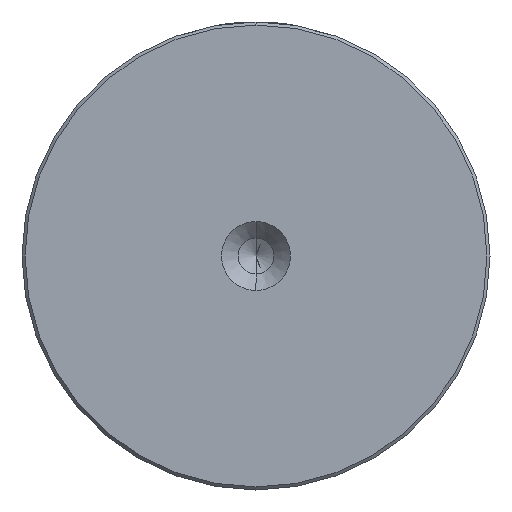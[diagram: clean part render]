
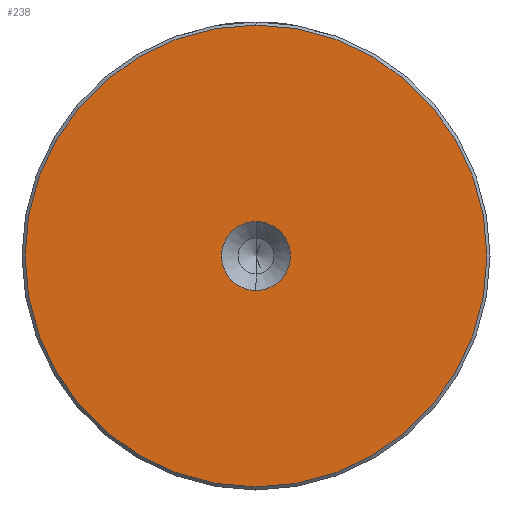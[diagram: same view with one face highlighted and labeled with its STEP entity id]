
A CAD part, left-side view. The second image highlights one B-rep face of the part: STEP entity #238.
In plain terms, the highlighted planar face has unit normal (-1, 0, 0).
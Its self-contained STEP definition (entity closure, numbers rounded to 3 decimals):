
#12 = VERTEX_POINT ( 'NONE', #353 ) ;
#30 = CIRCLE ( 'NONE', #2568, 5.6 ) ;
#92 = CIRCLE ( 'NONE', #1756, 5.6 ) ;
#104 = DIRECTION ( 'NONE',  ( -1., 0., 0. ) ) ;
#105 = DIRECTION ( 'NONE',  ( 0., 0., 1. ) ) ;
#124 = ORIENTED_EDGE ( 'NONE', *, *, #473, .T. ) ;
#238 = ADVANCED_FACE ( 'NONE', ( #847, #2447 ), #2078, .T. ) ;
#308 = ORIENTED_EDGE ( 'NONE', *, *, #1705, .F. ) ;
#328 = EDGE_CURVE ( 'NONE', #12, #511, #787, .T. ) ;
#353 = CARTESIAN_POINT ( 'NONE',  ( 0., 0., -37.5 ) ) ;
#410 = CIRCLE ( 'NONE', #1470, 37.5 ) ;
#473 = EDGE_CURVE ( 'NONE', #511, #12, #410, .T. ) ;
#511 = VERTEX_POINT ( 'NONE', #2001 ) ;
#787 = CIRCLE ( 'NONE', #1800, 37.5 ) ;
#847 = FACE_OUTER_BOUND ( 'NONE', #2156, .T. ) ;
#1217 = DIRECTION ( 'NONE',  ( 0., 0., 1. ) ) ;
#1227 = DIRECTION ( 'NONE',  ( -1., 0., 0. ) ) ;
#1241 = CARTESIAN_POINT ( 'NONE',  ( 0., 0., 0. ) ) ;
#1333 = EDGE_CURVE ( 'NONE', #1707, #1349, #30, .T. ) ;
#1340 = CARTESIAN_POINT ( 'NONE',  ( 0., 0., 0. ) ) ;
#1342 = DIRECTION ( 'NONE',  ( -1., 0., 0. ) ) ;
#1349 = VERTEX_POINT ( 'NONE', #2392 ) ;
#1379 = AXIS2_PLACEMENT_3D ( 'NONE', #2275, #2030, #2020 ) ;
#1470 = AXIS2_PLACEMENT_3D ( 'NONE', #2593, #2434, #2424 ) ;
#1556 = DIRECTION ( 'NONE',  ( 0., 0., 1. ) ) ;
#1705 = EDGE_CURVE ( 'NONE', #1349, #1707, #92, .T. ) ;
#1707 = VERTEX_POINT ( 'NONE', #2387 ) ;
#1756 = AXIS2_PLACEMENT_3D ( 'NONE', #2585, #1342, #105 ) ;
#1800 = AXIS2_PLACEMENT_3D ( 'NONE', #1241, #1227, #1217 ) ;
#2001 = CARTESIAN_POINT ( 'NONE',  ( 0., 0., 37.5 ) ) ;
#2020 = DIRECTION ( 'NONE',  ( 0., 0., 1. ) ) ;
#2030 = DIRECTION ( 'NONE',  ( -1., 0., 0. ) ) ;
#2078 = PLANE ( 'NONE',  #1379 ) ;
#2156 = EDGE_LOOP ( 'NONE', ( #2538, #124 ) ) ;
#2275 = CARTESIAN_POINT ( 'NONE',  ( 0., 0., 0. ) ) ;
#2387 = CARTESIAN_POINT ( 'NONE',  ( 0., 0., -5.6 ) ) ;
#2392 = CARTESIAN_POINT ( 'NONE',  ( 0., 0., 5.6 ) ) ;
#2424 = DIRECTION ( 'NONE',  ( 0., 0., 1. ) ) ;
#2434 = DIRECTION ( 'NONE',  ( -1., 0., 0. ) ) ;
#2447 = FACE_BOUND ( 'NONE', #2664, .T. ) ;
#2538 = ORIENTED_EDGE ( 'NONE', *, *, #328, .T. ) ;
#2568 = AXIS2_PLACEMENT_3D ( 'NONE', #1340, #104, #1556 ) ;
#2585 = CARTESIAN_POINT ( 'NONE',  ( 0., 0., 0. ) ) ;
#2592 = ORIENTED_EDGE ( 'NONE', *, *, #1333, .F. ) ;
#2593 = CARTESIAN_POINT ( 'NONE',  ( 0., 0., 0. ) ) ;
#2664 = EDGE_LOOP ( 'NONE', ( #308, #2592 ) ) ;
